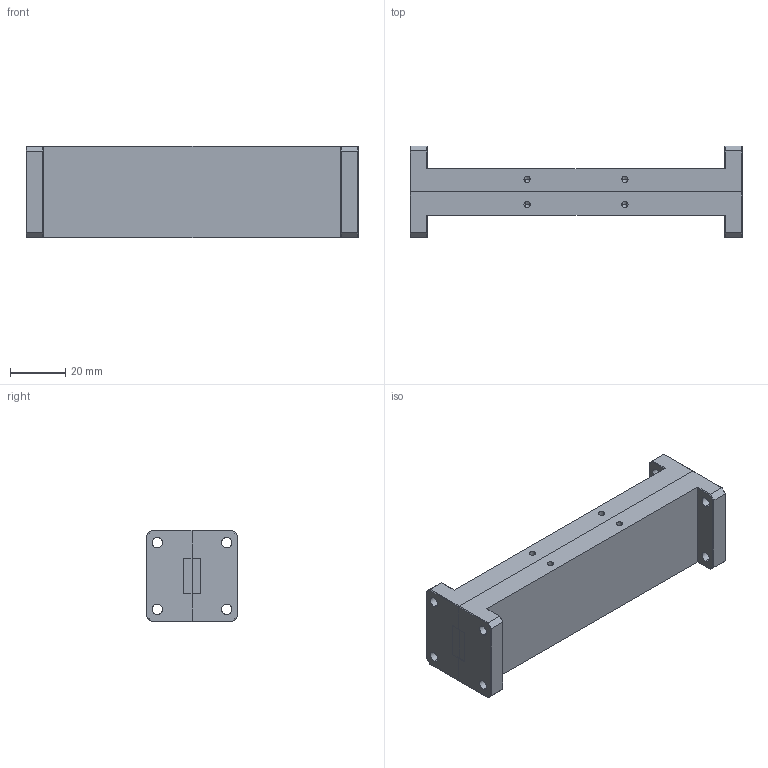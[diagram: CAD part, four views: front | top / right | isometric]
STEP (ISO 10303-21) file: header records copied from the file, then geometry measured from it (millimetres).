
FILE_DESCRIPTION (( 'STEP AP203' ), '1' );
FILE_NAME ('DMWF-51-101-L1 DF.STEP', '2019-06-17T19:18:22', ( '' ), ( '' ), 'SwSTEP 2.0', 'SolidWorks 2016', '' );
FILE_SCHEMA (( 'CONFIG_CONTROL_DESIGN' ));
Length unit declared in the file: inch
Products named in the file (1): DMWF-51-101-L1 DF
Bounding box: 120.65 x 33.32 x 33.32 mm (x, y, z)
Volume: 73001.5 mm3; surface area: 27041.5 mm2
Topology: 2 solids, 2 shells, 708 faces, 1464 edges, 824 vertices
Faces by surface type: plane 300, cone 280, cylinder 128
Entity records: 18945 total; most frequent: CARTESIAN_POINT 4013, DIRECTION 3218, ORIENTED_EDGE 2896, EDGE_CURVE 1448, AXIS2_PLACEMENT_3D 1229, VERTEX_POINT 824, EDGE_LOOP 804, LINE 760
